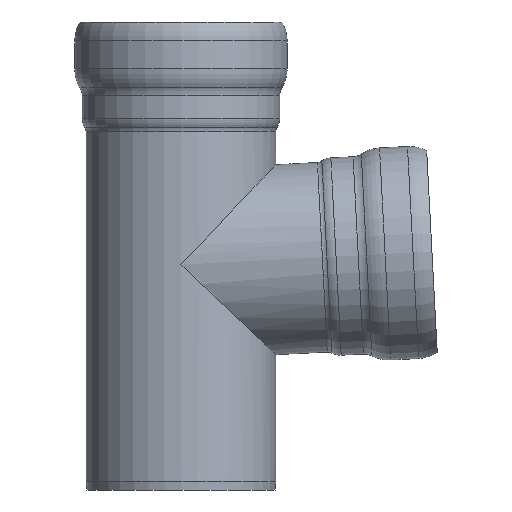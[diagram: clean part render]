
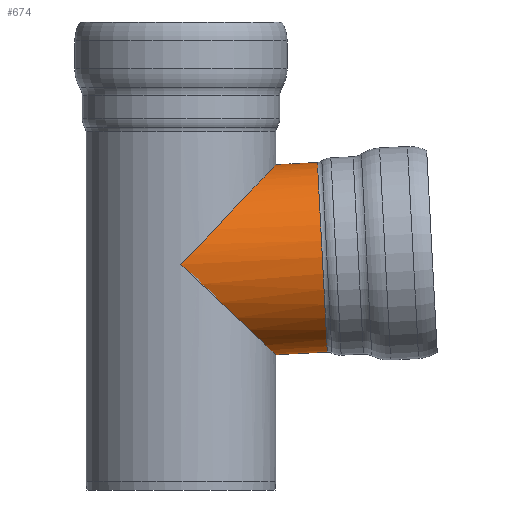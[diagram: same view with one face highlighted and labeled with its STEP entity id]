
A CAD part, front view. The second image highlights one B-rep face of the part: STEP entity #674.
In plain terms, the highlighted cylindrical face has radius 1095 mm (diameter 2190 mm), a full revolution.
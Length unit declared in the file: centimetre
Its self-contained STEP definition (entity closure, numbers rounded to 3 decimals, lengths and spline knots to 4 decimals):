
#76=CIRCLE('',#772,109.5);
#77=CIRCLE('',#773,109.5);
#149=FACE_OUTER_BOUND('',#191,.T.);
#191=EDGE_LOOP('',(#566,#567,#568,#569,#570,#571,#572));
#222=LINE('',#1601,#239);
#239=VECTOR('',#996,109.5);
#248=ELLIPSE('',#756,159.075,109.5);
#249=ELLIPSE('',#757,150.9565,109.5);
#250=ELLIPSE('',#758,150.9565,109.5);
#288=VERTEX_POINT('',#1380);
#289=VERTEX_POINT('',#1381);
#290=VERTEX_POINT('',#1383);
#299=VERTEX_POINT('',#1595);
#300=VERTEX_POINT('',#1597);
#377=EDGE_CURVE('',#288,#289,#248,.T.);
#378=EDGE_CURVE('',#290,#288,#249,.T.);
#379=EDGE_CURVE('',#289,#290,#250,.T.);
#392=EDGE_CURVE('',#300,#299,#76,.T.);
#393=EDGE_CURVE('',#299,#300,#77,.T.);
#394=EDGE_CURVE('',#290,#300,#222,.T.);
#566=ORIENTED_EDGE('',*,*,#377,.T.);
#567=ORIENTED_EDGE('',*,*,#379,.T.);
#568=ORIENTED_EDGE('',*,*,#394,.T.);
#569=ORIENTED_EDGE('',*,*,#392,.T.);
#570=ORIENTED_EDGE('',*,*,#393,.T.);
#571=ORIENTED_EDGE('',*,*,#394,.F.);
#572=ORIENTED_EDGE('',*,*,#378,.T.);
#643=CYLINDRICAL_SURFACE('',#774,109.5);
#674=ADVANCED_FACE('',(#149),#643,.T.);
#756=AXIS2_PLACEMENT_3D('',#1382,#957,#958);
#757=AXIS2_PLACEMENT_3D('',#1384,#959,#960);
#758=AXIS2_PLACEMENT_3D('',#1385,#961,#962);
#772=AXIS2_PLACEMENT_3D('',#1598,#990,#991);
#773=AXIS2_PLACEMENT_3D('',#1599,#992,#993);
#774=AXIS2_PLACEMENT_3D('',#1600,#994,#995);
#957=DIRECTION('center_axis',(0.725,0.,-0.688));
#958=DIRECTION('ref_axis',(0.688,0.,0.725));
#959=DIRECTION('center_axis',(0.688,0.,0.725));
#960=DIRECTION('ref_axis',(0.725,0.,-0.688));
#961=DIRECTION('center_axis',(0.688,0.,0.725));
#962=DIRECTION('ref_axis',(0.725,0.,-0.688));
#990=DIRECTION('center_axis',(-0.999,0.,
-0.052));
#991=DIRECTION('ref_axis',(0.052,0.,-0.999));
#992=DIRECTION('center_axis',(-0.999,0.,
-0.052));
#993=DIRECTION('ref_axis',(0.052,0.,-0.999));
#994=DIRECTION('center_axis',(-0.999,0.,
-0.052));
#995=DIRECTION('ref_axis',(-0.052,0.,0.999));
#996=DIRECTION('',(0.999,0.,0.052));
#1380=CARTESIAN_POINT('',(0.,109.5,260.));
#1381=CARTESIAN_POINT('',(0.,-109.5,260.));
#1382=CARTESIAN_POINT('Origin',(0.,0.,
260.));
#1383=CARTESIAN_POINT('',(109.5,0.,156.0884));
#1384=CARTESIAN_POINT('Origin',(0.,0.,
260.));
#1385=CARTESIAN_POINT('Origin',(0.,0.,
260.));
#1595=CARTESIAN_POINT('',(163.1242,-109.5,268.549));
#1597=CARTESIAN_POINT('',(168.8549,0.,159.199));
#1598=CARTESIAN_POINT('Origin',(163.1242,0.,268.549));
#1599=CARTESIAN_POINT('Origin',(163.1242,0.,268.549));
#1600=CARTESIAN_POINT('Origin',(-38.2735,0.,
257.9942));
#1601=CARTESIAN_POINT('',(-32.5427,0.,148.6442));
